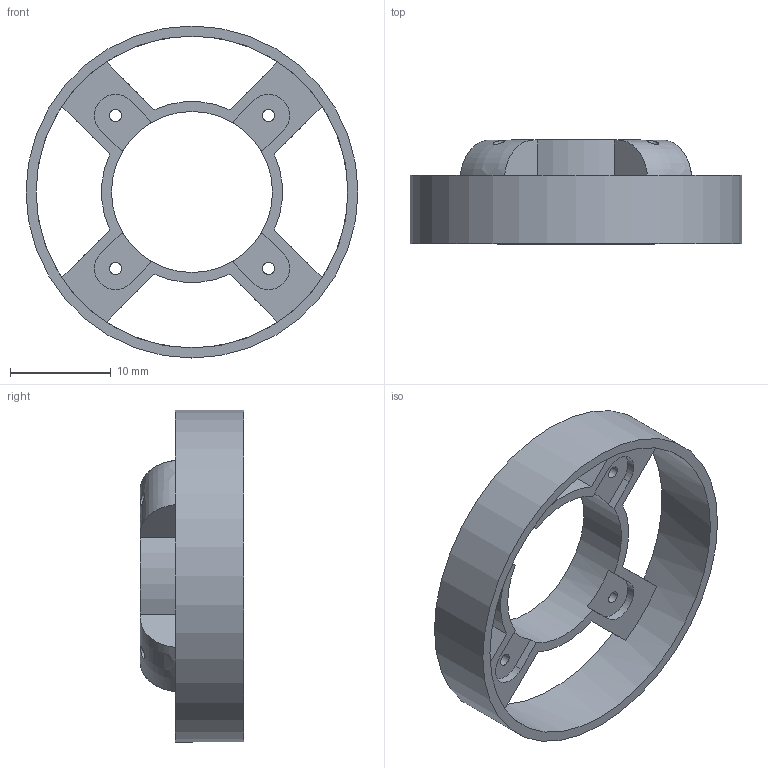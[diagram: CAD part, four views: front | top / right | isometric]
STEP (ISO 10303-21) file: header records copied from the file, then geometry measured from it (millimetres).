
FILE_DESCRIPTION(/* description */ ('','CAx-IF Rec.Pracs.---Representation and Presentation of Product Manufacturing Information (PMI)---4.0---2014-10-13'),/* implementation_level */ '2;1');
FILE_NAME(/* name */ 'Holder.step',/* time_stamp */ '2024-11-29T17:17:16+01:00',/* author */ (''),/* organization */ (''),/* preprocessor_version */ 'ST-DEVELOPER v20',/* originating_system */ 'Autodesk Translation Framework v13.20.0.188',/* authorisation */ '');
FILE_SCHEMA (('AP242_MANAGED_MODEL_BASED_3D_ENGINEERING_MIM_LF { 1 0 10303 442 1 1 4 }'));
Length unit declared in the file: millimetre
Products named in the file (1): new fan mount
Bounding box: 33 x 10.3 x 33 mm (x, y, z)
Volume: 1492.9 mm3; surface area: 2716.7 mm2
Topology: 1 solids, 1 shells, 43 faces, 145 edges, 98 vertices
Faces by surface type: plane 24, cylinder 15, torus 4
Full cylindrical faces by diameter (mm): 1.2 x4, 16 x1, 31 x1, 33 x1
Entity records: 1966 total; most frequent: CARTESIAN_POINT 615, ORIENTED_EDGE 290, DIRECTION 267, EDGE_CURVE 145, VERTEX_POINT 98, AXIS2_PLACEMENT_3D 94, LINE 79, VECTOR 79
